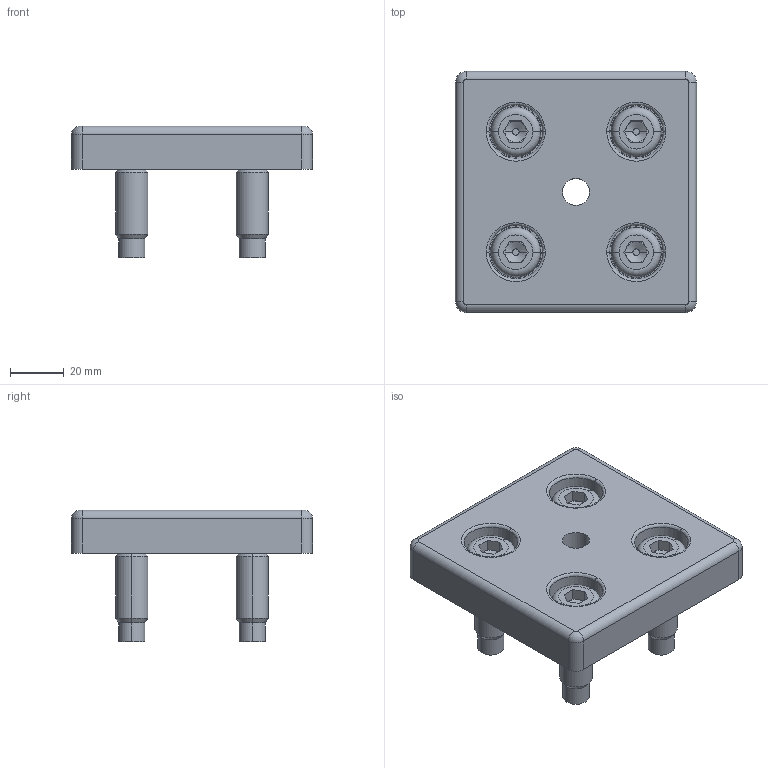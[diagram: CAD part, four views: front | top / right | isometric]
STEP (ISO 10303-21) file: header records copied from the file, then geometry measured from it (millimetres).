
FILE_DESCRIPTION (( 'STEP AP203' ), '1' );
FILE_NAME ('151260.step', '2022-08-25T18:13:12', ( '' ), ( '' ), 'SwSTEP 2.0', 'SolidWorks 2021', '' );
FILE_SCHEMA (( 'CONFIG_CONTROL_DESIGN' ));
Length unit declared in the file: inch
Products named in the file (1): 151260
Bounding box: 90 x 90 x 49 mm (x, y, z)
Volume: 92038.3 mm3; surface area: 42625.8 mm2
Topology: 5 solids, 5 shells, 592 faces, 1627 edges, 1058 vertices
Faces by surface type: plane 439, cylinder 101, cone 32, torus 12, bspline 8
Entity records: 18920 total; most frequent: CARTESIAN_POINT 5042, ORIENTED_EDGE 3254, DIRECTION 2519, EDGE_CURVE 1627, VERTEX_POINT 1058, AXIS2_PLACEMENT_3D 855, VECTOR 809, LINE 809
